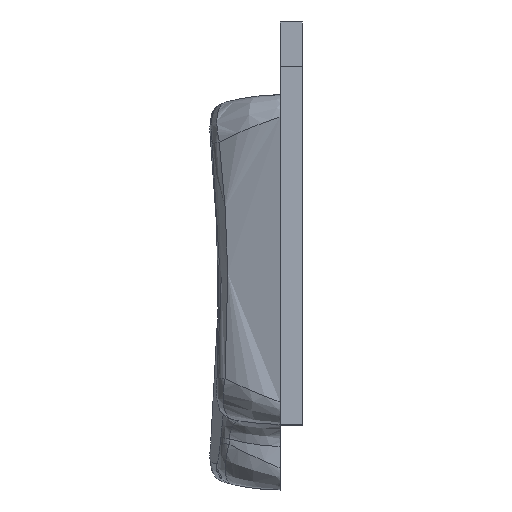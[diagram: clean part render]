
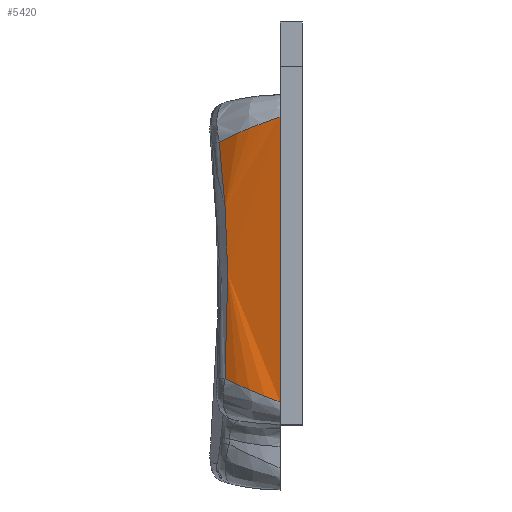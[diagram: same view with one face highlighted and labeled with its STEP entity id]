
A CAD part, left-side view. The second image highlights one B-rep face of the part: STEP entity #5420.
In plain terms, the highlighted free-form (B-spline) face has degree [1, 2] with [2, 3] control points.
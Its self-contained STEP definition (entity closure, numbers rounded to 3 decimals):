
#32=(
BOUNDED_SURFACE()
B_SPLINE_SURFACE(1,2,((#13547,#13548,#13549),(#13550,#13551,#13552)),
 .UNSPECIFIED.,.F.,.F.,.F.)
B_SPLINE_SURFACE_WITH_KNOTS((2,2),(3,3),(-0.32,0.512),
(-0.363,0.),.UNSPECIFIED.)
GEOMETRIC_REPRESENTATION_ITEM()
RATIONAL_B_SPLINE_SURFACE(((1.,0.984,1.),(1.,0.984,
1.)))
REPRESENTATION_ITEM('')
SURFACE()
);
#496=FACE_OUTER_BOUND('',#810,.T.);
#810=EDGE_LOOP('',(#4858,#4859,#4860,#4861));
#1022=B_SPLINE_CURVE_WITH_KNOTS('',3,(#13360,#13361,#13362,#13363,#13364),
 .UNSPECIFIED.,.F.,.F.,(4,1,4),(-1.611,-0.92,0.),
 .UNSPECIFIED.);
#1030=B_SPLINE_CURVE_WITH_KNOTS('',3,(#13542,#13543,#13544,#13545,#13546),
 .UNSPECIFIED.,.F.,.F.,(4,1,4),(-0.381,-0.158,0.),
 .UNSPECIFIED.);
#1031=B_SPLINE_CURVE_WITH_KNOTS('',3,(#13553,#13554,#13555,#13556,#13557),
 .UNSPECIFIED.,.F.,.F.,(4,1,4),(0.,0.144,0.345),
 .UNSPECIFIED.);
#1335=LINE('',#10974,#1847);
#1847=VECTOR('',#6301,10.);
#2352=VERTEX_POINT('',#10960);
#2353=VERTEX_POINT('',#10973);
#2554=VERTEX_POINT('',#13314);
#2556=VERTEX_POINT('',#13358);
#3008=EDGE_CURVE('',#2353,#2352,#1335,.F.);
#3329=EDGE_CURVE('',#2556,#2554,#1022,.T.);
#3338=EDGE_CURVE('',#2554,#2352,#1030,.T.);
#3339=EDGE_CURVE('',#2353,#2556,#1031,.T.);
#4858=ORIENTED_EDGE('',*,*,#3329,.F.);
#4859=ORIENTED_EDGE('',*,*,#3339,.F.);
#4860=ORIENTED_EDGE('',*,*,#3008,.T.);
#4861=ORIENTED_EDGE('',*,*,#3338,.F.);
#5420=ADVANCED_FACE('',(#496),#32,.F.);
#6301=DIRECTION('',(0.,0.,-1.));
#10960=CARTESIAN_POINT('',(-18.486,3.5,9.5));
#10973=CARTESIAN_POINT('',(-18.486,3.5,-9.877));
#10974=CARTESIAN_POINT('',(-18.486,3.5,-2.425));
#13314=CARTESIAN_POINT('',(-16.97,7.634,7.797));
#13358=CARTESIAN_POINT('',(-17.253,7.239,-8.279));
#13360=CARTESIAN_POINT('Ctrl Pts',(-17.253,7.239,-8.279));
#13361=CARTESIAN_POINT('Ctrl Pts',(-17.356,7.087,-5.984));
#13362=CARTESIAN_POINT('Ctrl Pts',(-17.444,6.939,-0.614));
#13363=CARTESIAN_POINT('Ctrl Pts',(-17.234,7.286,4.752));
#13364=CARTESIAN_POINT('Ctrl Pts',(-16.97,7.634,7.797));
#13542=CARTESIAN_POINT('Ctrl Pts',(-16.97,7.634,7.797));
#13543=CARTESIAN_POINT('Ctrl Pts',(-17.488,6.951,8.151));
#13544=CARTESIAN_POINT('Ctrl Pts',(-18.247,5.61,8.758));
#13545=CARTESIAN_POINT('Ctrl Pts',(-18.486,4.096,9.3));
#13546=CARTESIAN_POINT('Ctrl Pts',(-18.486,3.5,9.5));
#13547=CARTESIAN_POINT('Ctrl Pts',(-16.97,7.634,-9.877));
#13548=CARTESIAN_POINT('Ctrl Pts',(-18.486,5.636,-9.877));
#13549=CARTESIAN_POINT('Ctrl Pts',(-18.486,3.5,-9.877));
#13550=CARTESIAN_POINT('Ctrl Pts',(-16.97,7.634,9.5));
#13551=CARTESIAN_POINT('Ctrl Pts',(-18.486,5.636,9.5));
#13552=CARTESIAN_POINT('Ctrl Pts',(-18.486,3.5,9.5));
#13553=CARTESIAN_POINT('Ctrl Pts',(-18.486,3.5,-9.877));
#13554=CARTESIAN_POINT('Ctrl Pts',(-18.486,4.023,-9.677));
#13555=CARTESIAN_POINT('Ctrl Pts',(-18.307,5.349,-9.161));
#13556=CARTESIAN_POINT('Ctrl Pts',(-17.691,6.595,-8.604));
#13557=CARTESIAN_POINT('Ctrl Pts',(-17.254,7.239,-8.28));
